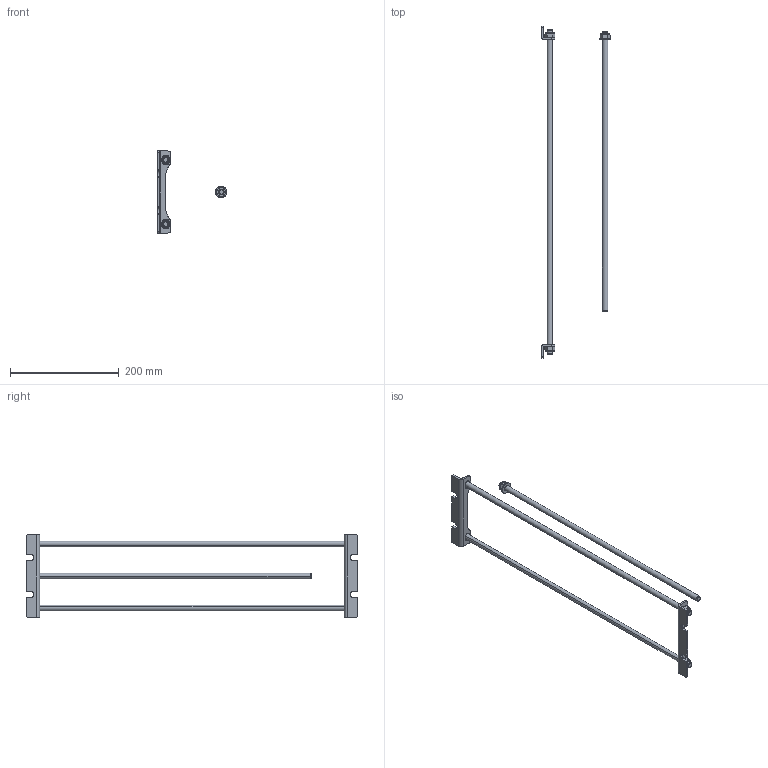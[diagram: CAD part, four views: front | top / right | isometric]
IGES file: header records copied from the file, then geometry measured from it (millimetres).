
Start section: SolidWorks IGES file using analytic representation for surfaces
Global section: file name: HSRR007705568.igs; native system: SolidWorks 2014; preprocessor: SolidWorks 2014; author: serviziopdm; date: 161003.152540; units: millimetre
Bounding box: 128.5 x 611 x 151 mm (x, y, z)
Surface area: 86610.4 mm2 (no closed solid volume)
Topology: 0 solids, 0 shells, 294 faces, 4220 edges, 4220 vertices
Faces by surface type: revolution 186, bspline 108
